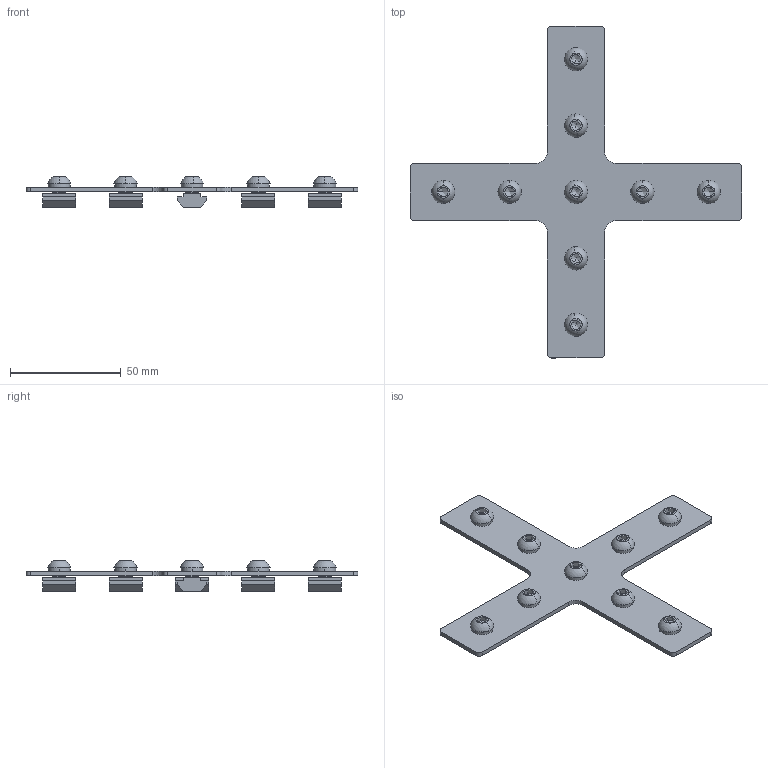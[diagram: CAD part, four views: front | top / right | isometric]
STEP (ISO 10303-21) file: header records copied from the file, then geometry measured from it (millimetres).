
FILE_DESCRIPTION (( 'STEP AP203' ), '1' );
FILE_NAME ('3.53.30.3030.03.STB.STEP', '2016-12-28T01:57:46', ( 'user' ), ( '' ), 'SwSTEP 2.0', 'SolidWorks 2012', '' );
FILE_SCHEMA (( 'CONFIG_CONTROL_DESIGN' ));
Length unit declared in the file: millimetre
Products named in the file (1): 3.53.30.3030.03.STB
Bounding box: 150 x 150 x 13.9 mm (x, y, z)
Volume: 25942.8 mm3; surface area: 28134.3 mm2
Topology: 28 solids, 28 shells, 1097 faces, 2322 edges, 1299 vertices
Faces by surface type: cone 450, cylinder 336, plane 293, sphere 18
Entity records: 28835 total; most frequent: DIRECTION 5442, CARTESIAN_POINT 4827, ORIENTED_EDGE 4644, EDGE_CURVE 2322, AXIS2_PLACEMENT_3D 2058, LINE 1326, VECTOR 1326, VERTEX_POINT 1299
